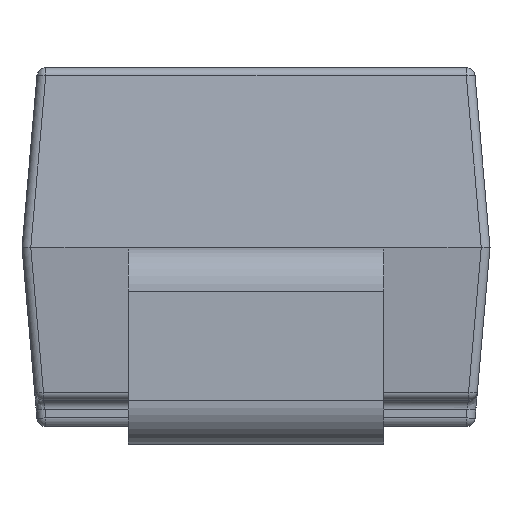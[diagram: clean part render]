
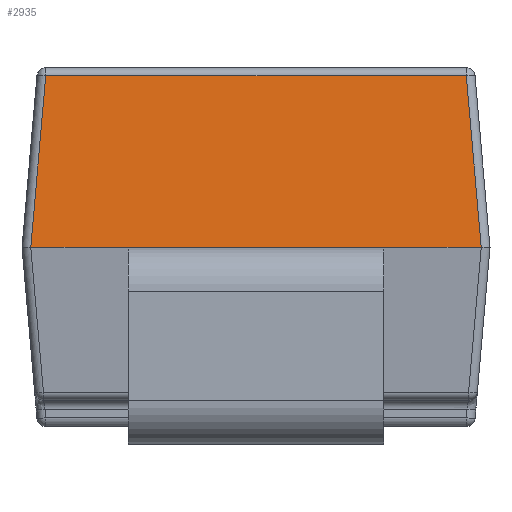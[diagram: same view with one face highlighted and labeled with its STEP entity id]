
A CAD part, left-side view. The second image highlights one B-rep face of the part: STEP entity #2935.
In plain terms, the highlighted planar face has unit normal (-0.996, 0, 0.087).
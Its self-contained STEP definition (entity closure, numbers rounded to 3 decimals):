
#268 = PLANE ( 'NONE',  #16623 ) ;
#521 = DIRECTION ( 'NONE',  ( 0., -1., 0. ) ) ;
#1186 = ORIENTED_EDGE ( 'NONE', *, *, #8904, .T. ) ;
#1234 = VERTEX_POINT ( 'NONE', #9873 ) ;
#1262 = LINE ( 'NONE', #2601, #2074 ) ;
#1621 = LINE ( 'NONE', #4251, #11793 ) ;
#1636 = VERTEX_POINT ( 'NONE', #11907 ) ;
#1850 = FACE_OUTER_BOUND ( 'NONE', #6428, .T. ) ;
#2074 = VECTOR ( 'NONE', #4311, 1000. ) ;
#2236 = VECTOR ( 'NONE', #521, 1000. ) ;
#2421 = ORIENTED_EDGE ( 'NONE', *, *, #13814, .T. ) ;
#2601 = CARTESIAN_POINT ( 'NONE',  ( -2.12, -1.281, -0.004 ) ) ;
#2823 = EDGE_CURVE ( 'NONE', #1234, #17647, #10947, .T. ) ;
#2935 = ADVANCED_FACE ( 'NONE', ( #1850 ), #268, .T. ) ;
#3237 = CARTESIAN_POINT ( 'NONE',  ( -2.035, -1.33, 0.974 ) ) ;
#3383 = LINE ( 'NONE', #14050, #2236 ) ;
#4251 = CARTESIAN_POINT ( 'NONE',  ( -2.1, 1.261, 0.225 ) ) ;
#4311 = DIRECTION ( 'NONE',  ( 0.087, 0.087, 0.992 ) ) ;
#4338 = DIRECTION ( 'NONE',  ( 0., -1., 0. ) ) ;
#4643 = EDGE_CURVE ( 'NONE', #12859, #1234, #1621, .T. ) ;
#6018 = CARTESIAN_POINT ( 'NONE',  ( -2.035, -1.195, 0.974 ) ) ;
#6304 = ORIENTED_EDGE ( 'NONE', *, *, #16562, .T. ) ;
#6342 = VECTOR ( 'NONE', #4338, 1000. ) ;
#6428 = EDGE_LOOP ( 'NONE', ( #1186, #11832, #13238, #11877, #6304, #2421 ) ) ;
#6884 = VECTOR ( 'NONE', #17557, 1000. ) ;
#8285 = DIRECTION ( 'NONE',  ( -0.087, 0.087, -0.992 ) ) ;
#8904 = EDGE_CURVE ( 'NONE', #9670, #14289, #1262, .T. ) ;
#9670 = VERTEX_POINT ( 'NONE', #15959 ) ;
#9873 = CARTESIAN_POINT ( 'NONE',  ( -2.12, 1.28, 0. ) ) ;
#10218 = CARTESIAN_POINT ( 'NONE',  ( -2.12, 0.725, 0. ) ) ;
#10692 = EDGE_CURVE ( 'NONE', #14289, #12859, #13882, .T. ) ;
#10839 = VECTOR ( 'NONE', #13798, 1000. ) ;
#10860 = CARTESIAN_POINT ( 'NONE',  ( -2.12, -1.33, 0. ) ) ;
#10947 = LINE ( 'NONE', #10860, #6884 ) ;
#11793 = VECTOR ( 'NONE', #8285, 1000. ) ;
#11832 = ORIENTED_EDGE ( 'NONE', *, *, #10692, .T. ) ;
#11877 = ORIENTED_EDGE ( 'NONE', *, *, #2823, .T. ) ;
#11907 = CARTESIAN_POINT ( 'NONE',  ( -2.12, -0.725, 0. ) ) ;
#12478 = CARTESIAN_POINT ( 'NONE',  ( -2.12, -1.33, 0. ) ) ;
#12645 = CARTESIAN_POINT ( 'NONE',  ( -2.035, 1.195, 0.974 ) ) ;
#12859 = VERTEX_POINT ( 'NONE', #12645 ) ;
#12974 = DIRECTION ( 'NONE',  ( -0.996, 0., 0.087 ) ) ;
#13147 = DIRECTION ( 'NONE',  ( 0.087, 0., 0.996 ) ) ;
#13238 = ORIENTED_EDGE ( 'NONE', *, *, #4643, .T. ) ;
#13798 = DIRECTION ( 'NONE',  ( 0., 1., 0. ) ) ;
#13814 = EDGE_CURVE ( 'NONE', #1636, #9670, #3383, .T. ) ;
#13882 = LINE ( 'NONE', #3237, #10839 ) ;
#14050 = CARTESIAN_POINT ( 'NONE',  ( -2.12, -1.33, 0. ) ) ;
#14289 = VERTEX_POINT ( 'NONE', #6018 ) ;
#14488 = CARTESIAN_POINT ( 'NONE',  ( -2.12, -1.33, 0. ) ) ;
#15520 = LINE ( 'NONE', #12478, #6342 ) ;
#15959 = CARTESIAN_POINT ( 'NONE',  ( -2.12, -1.28, 0. ) ) ;
#16562 = EDGE_CURVE ( 'NONE', #17647, #1636, #15520, .T. ) ;
#16623 = AXIS2_PLACEMENT_3D ( 'NONE', #14488, #12974, #13147 ) ;
#17557 = DIRECTION ( 'NONE',  ( 0., -1., 0. ) ) ;
#17647 = VERTEX_POINT ( 'NONE', #10218 ) ;
